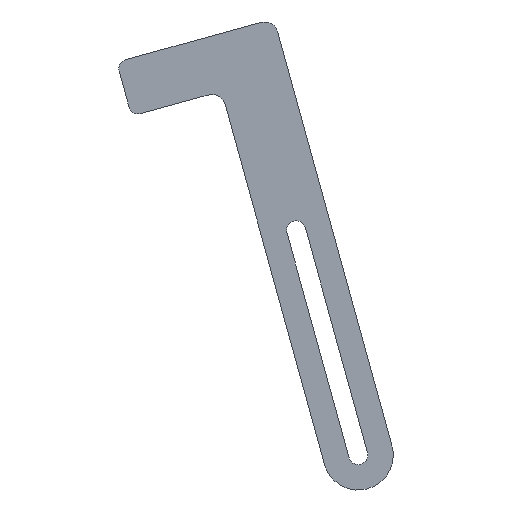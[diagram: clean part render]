
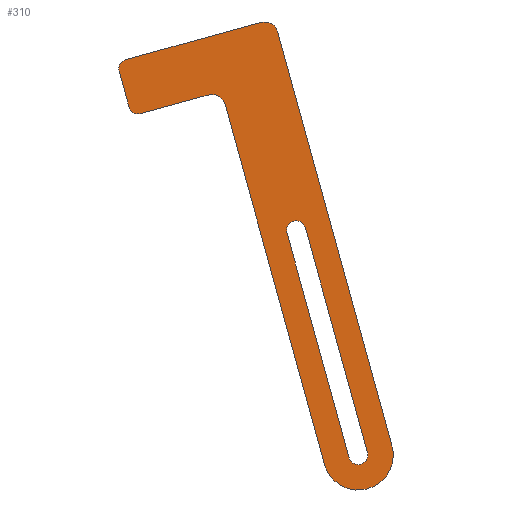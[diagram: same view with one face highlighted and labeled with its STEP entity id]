
A CAD part, front view. The second image highlights one B-rep face of the part: STEP entity #310.
In plain terms, the highlighted planar face has unit normal (0, -1, 0).
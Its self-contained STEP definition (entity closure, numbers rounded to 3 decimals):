
#20=FACE_BOUND('',#63,.T.);
#29=PLANE('',#355);
#45=FACE_OUTER_BOUND('',#62,.T.);
#62=EDGE_LOOP('',(#274,#275,#276,#277,#278,#279,#280,#281,#282,#283));
#63=EDGE_LOOP('',(#284,#285,#286,#287));
#73=LINE('',#490,#101);
#78=LINE('',#504,#106);
#80=LINE('',#509,#108);
#84=LINE('',#518,#112);
#86=LINE('',#523,#114);
#88=LINE('',#527,#116);
#90=LINE('',#534,#118);
#101=VECTOR('',#392,10.);
#106=VECTOR('',#407,10.);
#108=VECTOR('',#411,10.);
#112=VECTOR('',#421,10.);
#114=VECTOR('',#429,10.);
#116=VECTOR('',#433,10.);
#118=VECTOR('',#441,10.);
#121=CIRCLE('',#328,2.);
#128=CIRCLE('',#338,2.);
#129=CIRCLE('',#340,3.);
#130=CIRCLE('',#344,2.05);
#131=CIRCLE('',#347,2.05);
#132=CIRCLE('',#351,3.);
#133=CIRCLE('',#354,7.5);
#136=VERTEX_POINT('',#457);
#137=VERTEX_POINT('',#459);
#150=VERTEX_POINT('',#489);
#151=VERTEX_POINT('',#493);
#152=VERTEX_POINT('',#497);
#153=VERTEX_POINT('',#499);
#154=VERTEX_POINT('',#503);
#155=VERTEX_POINT('',#507);
#156=VERTEX_POINT('',#508);
#157=VERTEX_POINT('',#513);
#158=VERTEX_POINT('',#517);
#159=VERTEX_POINT('',#525);
#160=VERTEX_POINT('',#529);
#161=VERTEX_POINT('',#533);
#164=EDGE_CURVE('',#136,#137,#121,.T.);
#179=EDGE_CURVE('',#150,#137,#73,.T.);
#181=EDGE_CURVE('',#150,#151,#128,.T.);
#184=EDGE_CURVE('',#152,#153,#129,.T.);
#186=EDGE_CURVE('',#153,#154,#78,.T.);
#188=EDGE_CURVE('',#155,#156,#80,.T.);
#191=EDGE_CURVE('',#157,#155,#130,.T.);
#193=EDGE_CURVE('',#158,#157,#84,.T.);
#195=EDGE_CURVE('',#156,#158,#131,.T.);
#196=EDGE_CURVE('',#152,#151,#86,.T.);
#198=EDGE_CURVE('',#136,#159,#88,.T.);
#199=EDGE_CURVE('',#159,#160,#132,.T.);
#201=EDGE_CURVE('',#160,#161,#90,.T.);
#203=EDGE_CURVE('',#154,#161,#133,.T.);
#274=ORIENTED_EDGE('',*,*,#164,.F.);
#275=ORIENTED_EDGE('',*,*,#198,.T.);
#276=ORIENTED_EDGE('',*,*,#199,.T.);
#277=ORIENTED_EDGE('',*,*,#201,.T.);
#278=ORIENTED_EDGE('',*,*,#203,.F.);
#279=ORIENTED_EDGE('',*,*,#186,.F.);
#280=ORIENTED_EDGE('',*,*,#184,.F.);
#281=ORIENTED_EDGE('',*,*,#196,.T.);
#282=ORIENTED_EDGE('',*,*,#181,.F.);
#283=ORIENTED_EDGE('',*,*,#179,.T.);
#284=ORIENTED_EDGE('',*,*,#195,.F.);
#285=ORIENTED_EDGE('',*,*,#188,.F.);
#286=ORIENTED_EDGE('',*,*,#191,.F.);
#287=ORIENTED_EDGE('',*,*,#193,.F.);
#310=ADVANCED_FACE('',(#45,#20),#29,.F.);
#328=AXIS2_PLACEMENT_3D('',#460,#366,#367);
#338=AXIS2_PLACEMENT_3D('',#494,#396,#397);
#340=AXIS2_PLACEMENT_3D('',#500,#402,#403);
#344=AXIS2_PLACEMENT_3D('',#514,#416,#417);
#347=AXIS2_PLACEMENT_3D('',#521,#425,#426);
#351=AXIS2_PLACEMENT_3D('',#530,#436,#437);
#354=AXIS2_PLACEMENT_3D('',#537,#445,#446);
#355=AXIS2_PLACEMENT_3D('',#538,#447,#448);
#366=DIRECTION('center_axis',(0.,1.,0.));
#367=DIRECTION('ref_axis',(0.707,0.,-0.707));
#392=DIRECTION('',(1.,0.,0.));
#396=DIRECTION('center_axis',(0.,1.,0.));
#397=DIRECTION('ref_axis',(-0.707,0.,-0.707));
#402=DIRECTION('center_axis',(0.,1.,0.));
#403=DIRECTION('ref_axis',(-0.707,0.,0.707));
#407=DIRECTION('',(1.,0.,0.));
#411=DIRECTION('',(-1.,0.,0.));
#416=DIRECTION('center_axis',(0.,-1.,0.));
#417=DIRECTION('ref_axis',(0.,0.,1.));
#421=DIRECTION('',(1.,0.,0.));
#425=DIRECTION('center_axis',(0.,-1.,0.));
#426=DIRECTION('ref_axis',(0.,0.,-1.));
#429=DIRECTION('',(0.,0.,-1.));
#433=DIRECTION('',(0.,0.,1.));
#436=DIRECTION('center_axis',(0.,1.,0.));
#437=DIRECTION('ref_axis',(-1.,0.,0.));
#441=DIRECTION('',(1.,0.,0.));
#445=DIRECTION('center_axis',(0.,1.,0.));
#446=DIRECTION('ref_axis',(0.,0.,1.));
#447=DIRECTION('center_axis',(0.,1.,0.));
#448=DIRECTION('ref_axis',(-1.,0.,0.));
#457=CARTESIAN_POINT('',(427.391,130.,-95.61));
#459=CARTESIAN_POINT('',(425.391,130.,-97.61));
#460=CARTESIAN_POINT('Origin',(425.391,130.,-95.61));
#489=CARTESIAN_POINT('',(417.391,130.,-97.61));
#490=CARTESIAN_POINT('',(415.391,130.,-97.61));
#493=CARTESIAN_POINT('',(415.391,130.,-95.61));
#494=CARTESIAN_POINT('Origin',(417.391,130.,-95.61));
#497=CARTESIAN_POINT('',(415.391,130.,-65.61));
#499=CARTESIAN_POINT('',(418.391,130.,-62.61));
#500=CARTESIAN_POINT('Origin',(418.391,130.,-65.61));
#503=CARTESIAN_POINT('',(510.391,130.,-62.61));
#504=CARTESIAN_POINT('',(415.391,130.,-62.61));
#507=CARTESIAN_POINT('',(510.391,130.,-68.06));
#508=CARTESIAN_POINT('',(460.391,130.,-68.06));
#509=CARTESIAN_POINT('',(510.391,130.,-68.06));
#513=CARTESIAN_POINT('',(510.391,130.,-72.16));
#514=CARTESIAN_POINT('Origin',(510.391,130.,-70.11));
#517=CARTESIAN_POINT('',(460.391,130.,-72.16));
#518=CARTESIAN_POINT('',(460.391,130.,-72.16));
#521=CARTESIAN_POINT('Origin',(460.391,130.,-70.11));
#523=CARTESIAN_POINT('',(415.391,130.,-79.578));
#525=CARTESIAN_POINT('',(427.391,130.,-80.61));
#527=CARTESIAN_POINT('',(427.391,130.,-97.61));
#529=CARTESIAN_POINT('',(430.391,130.,-77.61));
#530=CARTESIAN_POINT('Origin',(430.391,130.,-80.61));
#533=CARTESIAN_POINT('',(510.391,130.,-77.61));
#534=CARTESIAN_POINT('',(430.391,130.,-77.61));
#537=CARTESIAN_POINT('Origin',(510.391,130.,-70.11));
#538=CARTESIAN_POINT('Origin',(466.641,130.,-80.11));
